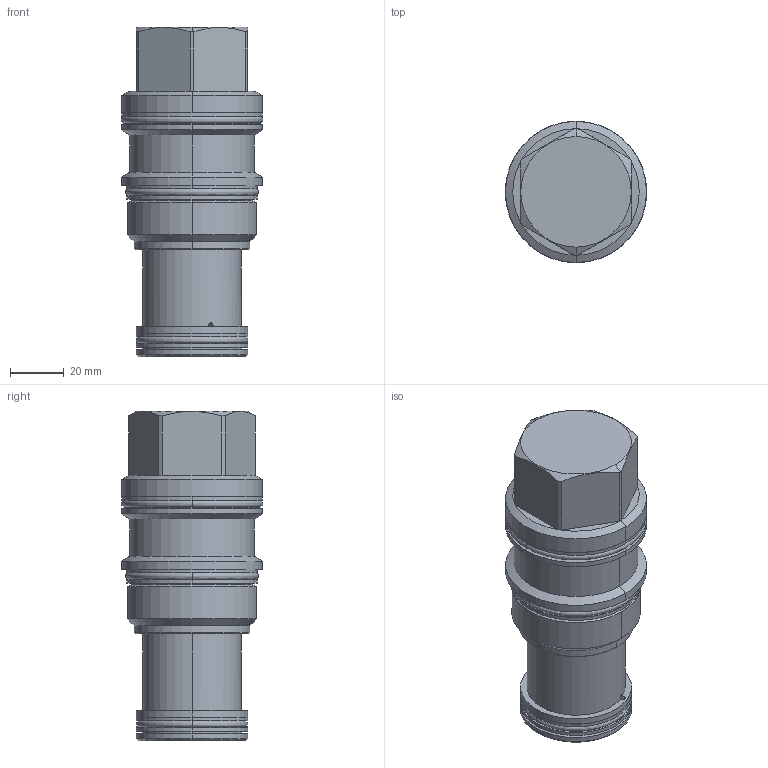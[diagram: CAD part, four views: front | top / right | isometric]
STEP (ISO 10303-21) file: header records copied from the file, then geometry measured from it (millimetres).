
FILE_DESCRIPTION((''),'2;1');
FILE_NAME('CNJE-XAN_PRT','2009-02-25T',('Administrator'),(''),'PRO/ENGINEER BY PARAMETRIC TECHNOLOGY CORPORATION, 2006240','PRO/ENGINEER BY PARAMETRIC TECHNOLOGY CORPORATION, 2006240','');
FILE_SCHEMA(('CONFIG_CONTROL_DESIGN'));
Length unit declared in the file: inch
Products named in the file (1): CNJE-XAN_PRT
Bounding box: 52.53 x 52.51 x 122.2 mm (x, y, z)
Volume: 187086.9 mm3; surface area: 27545.3 mm2
Topology: 2 solids, 2 shells, 118 faces, 257 edges, 154 vertices
Faces by surface type: cylinder 50, plane 28, cone 16, torus 16, revolution 8
Entity records: 3716 total; most frequent: CARTESIAN_POINT 1007, DIRECTION 616, ORIENTED_EDGE 514, AXIS2_PLACEMENT_3D 265, EDGE_CURVE 257, CIRCLE 155, VERTEX_POINT 154, EDGE_LOOP 133
